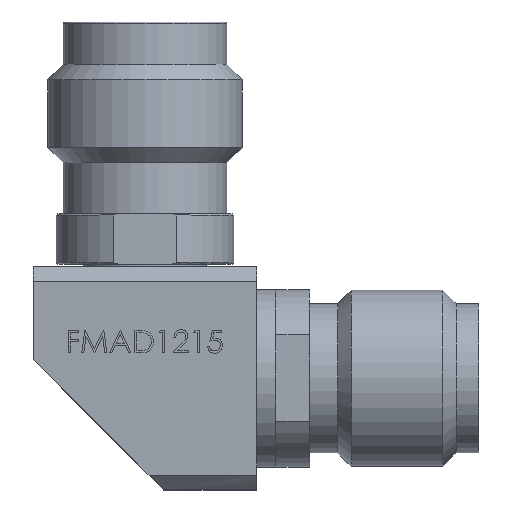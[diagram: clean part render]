
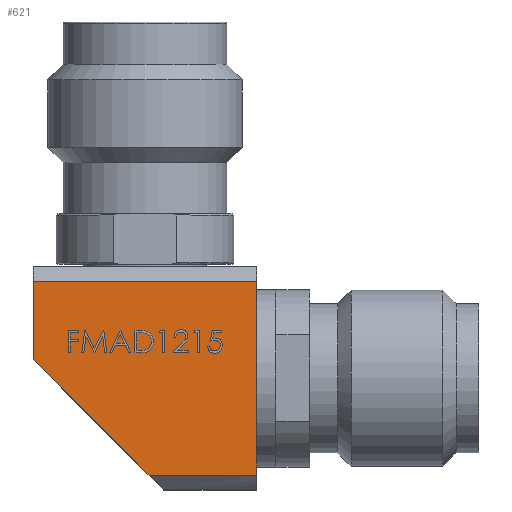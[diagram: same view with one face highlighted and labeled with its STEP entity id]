
A CAD part, top view. The second image highlights one B-rep face of the part: STEP entity #621.
In plain terms, the highlighted planar face has unit normal (0, 0, 1).
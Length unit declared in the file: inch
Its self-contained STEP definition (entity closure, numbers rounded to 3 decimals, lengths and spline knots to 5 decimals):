
#41 = AXIS2_PLACEMENT_3D ( 'NONE', #2263, #4446, #1272 ) ;
#104 = FACE_OUTER_BOUND ( 'NONE', #1662, .T. ) ;
#174 = DIRECTION ( 'NONE',  ( 0., -1., 0. ) ) ;
#187 = VECTOR ( 'NONE', #1556, 39.37008 ) ;
#205 = VECTOR ( 'NONE', #3256, 39.37008 ) ;
#342 = VERTEX_POINT ( 'NONE', #6873 ) ;
#429 = CARTESIAN_POINT ( 'NONE',  ( -0.02677, -0.13553, 0.15591 ) ) ;
#509 = EDGE_CURVE ( 'NONE', #966, #2078, #2711, .T. ) ;
#511 = CARTESIAN_POINT ( 'NONE',  ( -0.33858, 0.13553, 0.15591 ) ) ;
#608 = LINE ( 'NONE', #5524, #205 ) ;
#621 = ADVANCED_FACE ( 'NONE', ( #104 ), #5517, .T. ) ;
#668 = EDGE_CURVE ( 'NONE', #966, #3839, #2291, .T. ) ;
#702 = CARTESIAN_POINT ( 'NONE',  ( -0.33858, 0.13553, 0.15591 ) ) ;
#851 = CARTESIAN_POINT ( 'NONE',  ( -0.33858, 0.02598, 0.15591 ) ) ;
#966 = VERTEX_POINT ( 'NONE', #1827 ) ;
#1272 = DIRECTION ( 'NONE',  ( 1., 0., 0. ) ) ;
#1443 = DIRECTION ( 'NONE',  ( 0., 1., 0. ) ) ;
#1556 = DIRECTION ( 'NONE',  ( 0.707, -0.707, 0. ) ) ;
#1662 = EDGE_LOOP ( 'NONE', ( #2454, #4772, #3925, #5605, #3794 ) ) ;
#1741 = LINE ( 'NONE', #6025, #187 ) ;
#1827 = CARTESIAN_POINT ( 'NONE',  ( -0.33858, 0.13553, 0.15591 ) ) ;
#1908 = VERTEX_POINT ( 'NONE', #3631 ) ;
#2078 = VERTEX_POINT ( 'NONE', #5752 ) ;
#2263 = CARTESIAN_POINT ( 'NONE',  ( 0., 0., 0.15591 ) ) ;
#2291 = LINE ( 'NONE', #702, #3567 ) ;
#2454 = ORIENTED_EDGE ( 'NONE', *, *, #6259, .T. ) ;
#2711 = LINE ( 'NONE', #511, #3340 ) ;
#3149 = VECTOR ( 'NONE', #1443, 39.37008 ) ;
#3256 = DIRECTION ( 'NONE',  ( 1., 0., 0. ) ) ;
#3340 = VECTOR ( 'NONE', #4918, 39.37008 ) ;
#3567 = VECTOR ( 'NONE', #174, 39.37008 ) ;
#3631 = CARTESIAN_POINT ( 'NONE',  ( -0.17707, -0.13553, 0.15591 ) ) ;
#3794 = ORIENTED_EDGE ( 'NONE', *, *, #6752, .T. ) ;
#3839 = VERTEX_POINT ( 'NONE', #851 ) ;
#3925 = ORIENTED_EDGE ( 'NONE', *, *, #668, .T. ) ;
#4446 = DIRECTION ( 'NONE',  ( 0., 0., 1. ) ) ;
#4772 = ORIENTED_EDGE ( 'NONE', *, *, #509, .F. ) ;
#4918 = DIRECTION ( 'NONE',  ( 1., 0., 0. ) ) ;
#5260 = LINE ( 'NONE', #429, #3149 ) ;
#5517 = PLANE ( 'NONE',  #41 ) ;
#5524 = CARTESIAN_POINT ( 'NONE',  ( -0.17707, -0.13553, 0.15591 ) ) ;
#5605 = ORIENTED_EDGE ( 'NONE', *, *, #5927, .T. ) ;
#5752 = CARTESIAN_POINT ( 'NONE',  ( -0.02677, 0.13553, 0.15591 ) ) ;
#5927 = EDGE_CURVE ( 'NONE', #3839, #1908, #1741, .T. ) ;
#6025 = CARTESIAN_POINT ( 'NONE',  ( -0.33858, 0.02598, 0.15591 ) ) ;
#6259 = EDGE_CURVE ( 'NONE', #342, #2078, #5260, .T. ) ;
#6752 = EDGE_CURVE ( 'NONE', #1908, #342, #608, .T. ) ;
#6873 = CARTESIAN_POINT ( 'NONE',  ( -0.02677, -0.13553, 0.15591 ) ) ;
